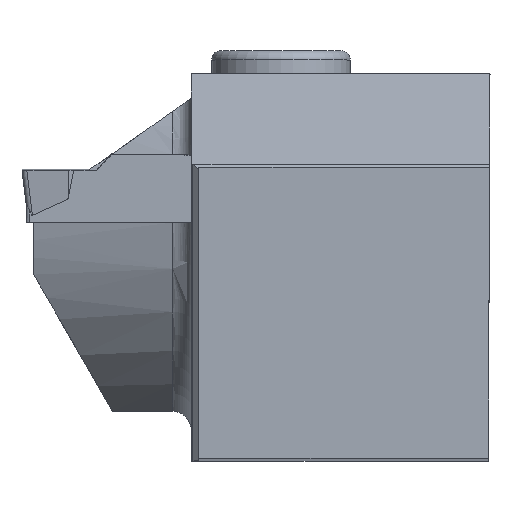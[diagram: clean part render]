
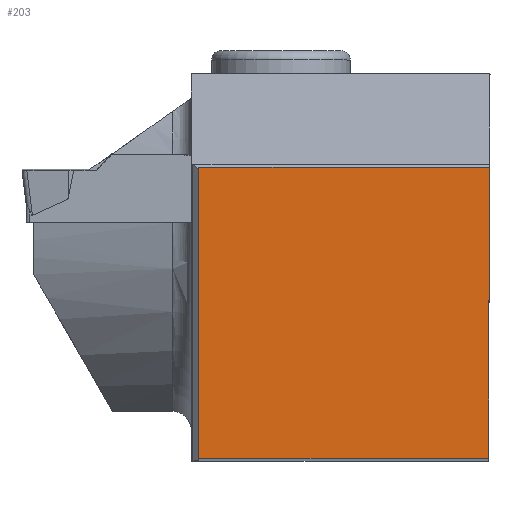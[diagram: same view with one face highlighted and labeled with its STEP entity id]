
A CAD part, top view. The second image highlights one B-rep face of the part: STEP entity #203.
In plain terms, the highlighted planar face has unit normal (0, 0, 1).
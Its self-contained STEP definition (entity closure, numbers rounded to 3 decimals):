
#203=ADVANCED_FACE('BLANK_BOXF006',(#318),#254,.F.);
#254=PLANE('',#1515);
#318=FACE_OUTER_BOUND('',#385,.T.);
#385=EDGE_LOOP('',(#686,#687,#688,#689));
#686=ORIENTED_EDGE('',*,*,#1071,.F.);
#687=ORIENTED_EDGE('',*,*,#1072,.F.);
#688=ORIENTED_EDGE('',*,*,#1073,.F.);
#689=ORIENTED_EDGE('',*,*,#1074,.F.);
#906=VERTEX_POINT('',#2443);
#907=VERTEX_POINT('',#2444);
#908=VERTEX_POINT('',#2446);
#909=VERTEX_POINT('',#2448);
#1071=EDGE_CURVE('',#906,#907,#1203,.T.);
#1072=EDGE_CURVE('',#908,#906,#1204,.T.);
#1073=EDGE_CURVE('',#909,#908,#1205,.T.);
#1074=EDGE_CURVE('',#907,#909,#1206,.T.);
#1203=LINE('',#2442,#1332);
#1204=LINE('',#2445,#1333);
#1205=LINE('',#2447,#1334);
#1206=LINE('',#2449,#1335);
#1332=VECTOR('',#1817,1.);
#1333=VECTOR('',#1818,1.);
#1334=VECTOR('',#1819,1.);
#1335=VECTOR('',#1820,1.);
#1515=AXIS2_PLACEMENT_3D('',#2450,#1821,#1822);
#1817=DIRECTION('',(0.,1.,0.));
#1818=DIRECTION('',(-1.,0.,0.));
#1819=DIRECTION('',(-0.004,-1.,0.));
#1820=DIRECTION('',(1.,0.,0.));
#1821=DIRECTION('',(0.,0.,-1.));
#1822=DIRECTION('',(0.,-1.,0.));
#2442=CARTESIAN_POINT('',(-24.875,-159.878,0.));
#2443=CARTESIAN_POINT('',(-24.875,0.,0.));
#2444=CARTESIAN_POINT('',(-24.875,24.875,0.));
#2445=CARTESIAN_POINT('',(159.878,0.,0.));
#2446=CARTESIAN_POINT('',(-0.109,0.,0.));
#2447=CARTESIAN_POINT('',(0.589,159.876,0.));
#2448=CARTESIAN_POINT('',(0.,24.875,0.));
#2449=CARTESIAN_POINT('',(-159.878,24.875,0.));
#2450=CARTESIAN_POINT('',(-39.,-5.,0.));
